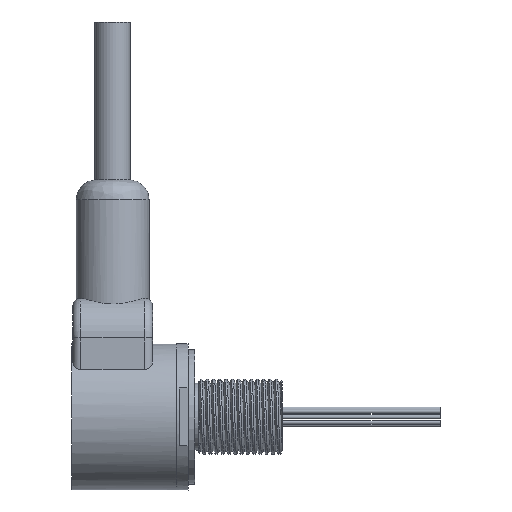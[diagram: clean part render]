
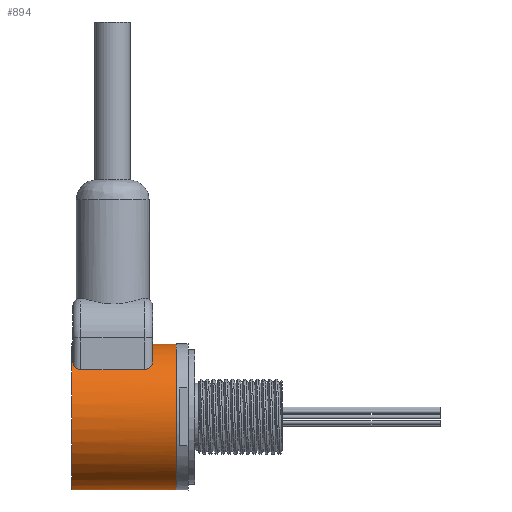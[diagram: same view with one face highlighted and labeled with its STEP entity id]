
A CAD part, left-side view. The second image highlights one B-rep face of the part: STEP entity #894.
In plain terms, the highlighted cylindrical face has radius 18.5 mm (diameter 37 mm), a full revolution.
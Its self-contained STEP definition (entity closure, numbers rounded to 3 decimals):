
#42=CYLINDRICAL_SURFACE($,#1011,18.5);
#76=FACE_BOUND($,#361,.T.);
#77=FACE_BOUND($,#362,.T.);
#78=FACE_BOUND($,#363,.T.);
#120=CIRCLE($,#981,18.5);
#121=CIRCLE($,#983,18.5);
#134=CIRCLE($,#1009,18.5);
#135=CIRCLE($,#1012,18.5);
#175=LINE($,#3845,#202);
#176=LINE($,#3849,#203);
#202=VECTOR($,#1182,16.2);
#203=VECTOR($,#1187,16.2);
#361=EDGE_LOOP($,(#780,#781,#782,#783,#784,#785,#786,#787));
#362=EDGE_LOOP($,(#788));
#363=EDGE_LOOP($,(#789));
#384=B_SPLINE_CURVE_WITH_KNOTS($,3,(#3797,#3798,#3799,#3800,#3801,#3802,
#3803,#3804,#3805,#3806,#3807,#3808),.UNSPECIFIED.,.F.,.F.,(4,2,2,2,2,4),
(0.708,0.746,0.784,0.86,
0.967,1.074),.UNSPECIFIED.);
#385=B_SPLINE_CURVE_WITH_KNOTS($,3,(#3827,#3828,#3829,#3830,#3831,#3832,
#3833,#3834,#3835,#3836,#3837,#3838),.UNSPECIFIED.,.F.,.F.,(4,2,2,2,2,4),
(-0.366,-0.259,-0.152,-0.076,
-0.038,0.),.UNSPECIFIED.);
#386=B_SPLINE_CURVE_WITH_KNOTS($,3,(#3853,#3854,#3855,#3856,#3857,#3858,
#3859,#3860,#3861,#3862,#3863,#3864),.UNSPECIFIED.,.F.,.F.,(4,2,2,2,2,4),
(0.342,0.449,0.556,0.632,
0.67,0.708),.UNSPECIFIED.);
#387=B_SPLINE_CURVE_WITH_KNOTS($,3,(#3868,#3869,#3870,#3871,#3872,#3873,
#3874,#3875,#3876,#3877,#3878,#3879),.UNSPECIFIED.,.F.,.F.,(4,2,2,2,2,4),
(0.,0.038,0.076,0.152,0.259,
0.366),.UNSPECIFIED.);
#437=VERTEX_POINT($,#3794);
#438=VERTEX_POINT($,#3796);
#443=VERTEX_POINT($,#3825);
#444=VERTEX_POINT($,#3826);
#445=VERTEX_POINT($,#3843);
#446=VERTEX_POINT($,#3848);
#447=VERTEX_POINT($,#3852);
#448=VERTEX_POINT($,#3867);
#465=VERTEX_POINT($,#3936);
#466=VERTEX_POINT($,#3940);
#528=EDGE_CURVE($,#437,#438,#384,.F.);
#537=EDGE_CURVE($,#443,#444,#385,.F.);
#542=EDGE_CURVE($,#443,#445,#175,.T.);
#543=EDGE_CURVE($,#446,#438,#176,.T.);
#545=EDGE_CURVE($,#446,#447,#386,.F.);
#547=EDGE_CURVE($,#448,#445,#387,.F.);
#549=EDGE_CURVE($,#448,#447,#120,.T.);
#550=EDGE_CURVE($,#437,#444,#121,.T.);
#573=EDGE_CURVE($,#465,#465,#134,.T.);
#574=EDGE_CURVE($,#466,#466,#135,.T.);
#780=ORIENTED_EDGE($,*,*,#542,.T.);
#781=ORIENTED_EDGE($,*,*,#547,.F.);
#782=ORIENTED_EDGE($,*,*,#549,.T.);
#783=ORIENTED_EDGE($,*,*,#545,.F.);
#784=ORIENTED_EDGE($,*,*,#543,.T.);
#785=ORIENTED_EDGE($,*,*,#528,.F.);
#786=ORIENTED_EDGE($,*,*,#550,.T.);
#787=ORIENTED_EDGE($,*,*,#537,.F.);
#788=ORIENTED_EDGE($,*,*,#574,.T.);
#789=ORIENTED_EDGE($,*,*,#573,.F.);
#894=ADVANCED_FACE($,(#76,#77,#78),#42,.T.);
#981=AXIS2_PLACEMENT_3D($,#3882,#1197,#1198);
#983=AXIS2_PLACEMENT_3D($,#3884,#1201,#1202);
#1009=AXIS2_PLACEMENT_3D($,#3937,#1263,#1264);
#1011=AXIS2_PLACEMENT_3D($,#3939,#1267,#1268);
#1012=AXIS2_PLACEMENT_3D($,#3941,#1269,#1270);
#1182=DIRECTION($,(0.,-1.,0.));
#1187=DIRECTION($,(0.,1.,0.));
#1197=DIRECTION('center_axis',(0.,-1.,0.));
#1198=DIRECTION('ref_axis',(1.,0.,0.));
#1201=DIRECTION('center_axis',(0.,1.,0.));
#1202=DIRECTION('ref_axis',(1.,0.,0.));
#1263=DIRECTION('center_axis',(0.,-1.,0.));
#1264=DIRECTION('ref_axis',(1.,0.,0.));
#1267=DIRECTION('center_axis',(0.,1.,0.));
#1268=DIRECTION('ref_axis',(1.,0.,0.));
#1269=DIRECTION('center_axis',(0.,-1.,0.));
#1270=DIRECTION('ref_axis',(1.,0.,0.));
#3794=CARTESIAN_POINT('',(-12.1,26.2,13.994));
#3796=CARTESIAN_POINT('',(-14.1,24.2,11.977));
#3797=CARTESIAN_POINT('Ctrl Pts',(-14.1,24.2,11.977));
#3798=CARTESIAN_POINT('Ctrl Pts',(-14.1,24.326,11.977));
#3799=CARTESIAN_POINT('Ctrl Pts',(-14.088,24.454,11.991));
#3800=CARTESIAN_POINT('Ctrl Pts',(-14.04,24.702,12.047));
#3801=CARTESIAN_POINT('Ctrl Pts',(-14.005,24.822,12.088));
#3802=CARTESIAN_POINT('Ctrl Pts',(-13.87,25.162,12.243));
#3803=CARTESIAN_POINT('Ctrl Pts',(-13.742,25.361,12.388));
#3804=CARTESIAN_POINT('Ctrl Pts',(-13.415,25.735,12.742));
#3805=CARTESIAN_POINT('Ctrl Pts',(-13.176,25.91,12.991));
#3806=CARTESIAN_POINT('Ctrl Pts',(-12.654,26.143,13.5));
#3807=CARTESIAN_POINT('Ctrl Pts',(-12.37,26.2,13.761));
#3808=CARTESIAN_POINT('Ctrl Pts',(-12.1,26.2,13.994));
#3825=CARTESIAN_POINT('',(14.1,24.2,11.977));
#3826=CARTESIAN_POINT('',(12.1,26.2,13.994));
#3827=CARTESIAN_POINT('Ctrl Pts',(12.1,26.2,13.994));
#3828=CARTESIAN_POINT('Ctrl Pts',(12.37,26.2,13.761));
#3829=CARTESIAN_POINT('Ctrl Pts',(12.654,26.143,13.5));
#3830=CARTESIAN_POINT('Ctrl Pts',(13.176,25.91,12.991));
#3831=CARTESIAN_POINT('Ctrl Pts',(13.415,25.735,12.742));
#3832=CARTESIAN_POINT('Ctrl Pts',(13.742,25.361,12.388));
#3833=CARTESIAN_POINT('Ctrl Pts',(13.87,25.162,12.243));
#3834=CARTESIAN_POINT('Ctrl Pts',(14.005,24.822,12.088));
#3835=CARTESIAN_POINT('Ctrl Pts',(14.04,24.702,12.047));
#3836=CARTESIAN_POINT('Ctrl Pts',(14.088,24.454,11.991));
#3837=CARTESIAN_POINT('Ctrl Pts',(14.1,24.326,11.977));
#3838=CARTESIAN_POINT('Ctrl Pts',(14.1,24.2,11.977));
#3843=CARTESIAN_POINT('',(14.1,8.,11.977));
#3845=CARTESIAN_POINT($,(14.1,0.,11.977));
#3848=CARTESIAN_POINT('',(-14.1,8.,11.977));
#3849=CARTESIAN_POINT($,(-14.1,0.,11.977));
#3852=CARTESIAN_POINT('',(-12.1,6.,13.994));
#3853=CARTESIAN_POINT('Ctrl Pts',(-12.1,6.,13.994));
#3854=CARTESIAN_POINT('Ctrl Pts',(-12.37,6.,13.761));
#3855=CARTESIAN_POINT('Ctrl Pts',(-12.654,6.057,13.5));
#3856=CARTESIAN_POINT('Ctrl Pts',(-13.176,6.29,12.991));
#3857=CARTESIAN_POINT('Ctrl Pts',(-13.415,6.465,12.742));
#3858=CARTESIAN_POINT('Ctrl Pts',(-13.742,6.839,12.388));
#3859=CARTESIAN_POINT('Ctrl Pts',(-13.87,7.038,12.243));
#3860=CARTESIAN_POINT('Ctrl Pts',(-14.005,7.378,12.088));
#3861=CARTESIAN_POINT('Ctrl Pts',(-14.04,7.498,12.047));
#3862=CARTESIAN_POINT('Ctrl Pts',(-14.088,7.746,11.991));
#3863=CARTESIAN_POINT('Ctrl Pts',(-14.1,7.874,11.977));
#3864=CARTESIAN_POINT('Ctrl Pts',(-14.1,8.,11.977));
#3867=CARTESIAN_POINT('',(12.1,6.,13.994));
#3868=CARTESIAN_POINT('Ctrl Pts',(14.1,8.,11.977));
#3869=CARTESIAN_POINT('Ctrl Pts',(14.1,7.874,11.977));
#3870=CARTESIAN_POINT('Ctrl Pts',(14.088,7.746,11.991));
#3871=CARTESIAN_POINT('Ctrl Pts',(14.04,7.498,12.047));
#3872=CARTESIAN_POINT('Ctrl Pts',(14.005,7.378,12.088));
#3873=CARTESIAN_POINT('Ctrl Pts',(13.87,7.038,12.243));
#3874=CARTESIAN_POINT('Ctrl Pts',(13.742,6.839,12.388));
#3875=CARTESIAN_POINT('Ctrl Pts',(13.415,6.465,12.742));
#3876=CARTESIAN_POINT('Ctrl Pts',(13.176,6.29,12.991));
#3877=CARTESIAN_POINT('Ctrl Pts',(12.654,6.057,13.5));
#3878=CARTESIAN_POINT('Ctrl Pts',(12.37,6.,13.761));
#3879=CARTESIAN_POINT('Ctrl Pts',(12.1,6.,13.994));
#3882=CARTESIAN_POINT('Origin',(0.,6.,0.));
#3884=CARTESIAN_POINT('Origin',(0.,26.2,0.));
#3936=CARTESIAN_POINT('',(-18.5,0.,0.));
#3937=CARTESIAN_POINT('Origin',(0.,0.,0.));
#3939=CARTESIAN_POINT('Origin',(0.,0.,0.));
#3940=CARTESIAN_POINT('',(-18.5,26.5,0.));
#3941=CARTESIAN_POINT('Origin',(0.,26.5,0.));
